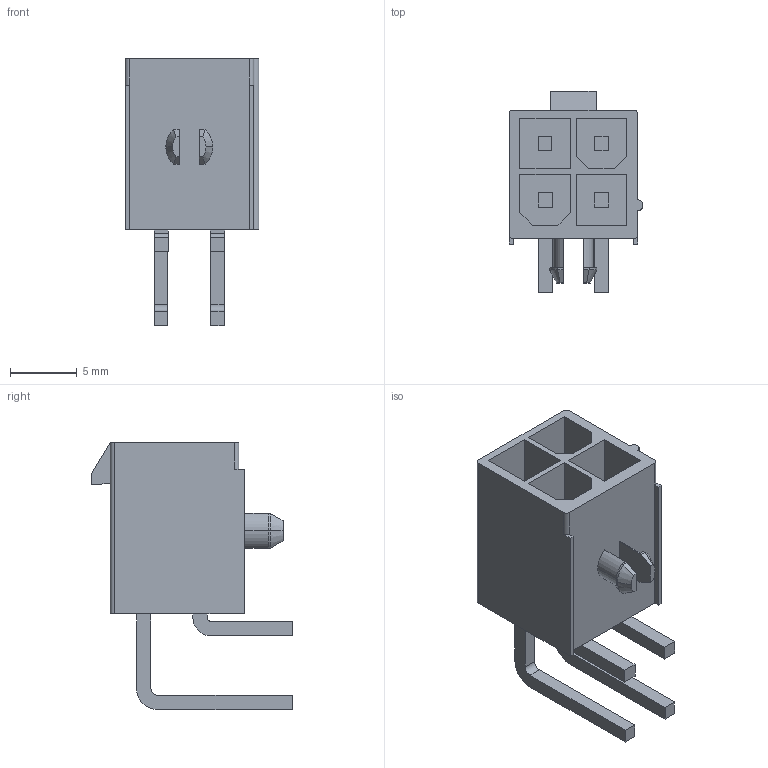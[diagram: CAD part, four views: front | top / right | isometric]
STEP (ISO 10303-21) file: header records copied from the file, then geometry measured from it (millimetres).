
FILE_DESCRIPTION(('STEP AP242'),'1');
FILE_NAME('39-30-1040.stp','2023-01-17T06:15:21',('TraceParts'),('TraceParts S.A.'),'Spatial InterOp 3D',' ',' ');
FILE_SCHEMA(('AP242_MANAGED_MODEL_BASED_3D_ENGINEERING_MIM_LF {1 0 10303 442 1 1 4}'));
Length unit declared in the file: millimetre
Products named in the file (1): 39-30-1040_1
Bounding box: 10 x 15 x 19.93 mm (x, y, z)
Volume: 761.8 mm3; surface area: 1537.2 mm2
Topology: 1 solids, 1 shells, 130 faces, 339 edges, 236 vertices
Faces by surface type: plane 104, cylinder 22, cone 4
Entity records: 3961 total; most frequent: CARTESIAN_POINT 697, DIRECTION 657, ORIENTED_EDGE 656, EDGE_CURVE 328, LINE 277, VECTOR 277, VERTEX_POINT 214, AXIS2_PLACEMENT_3D 190
